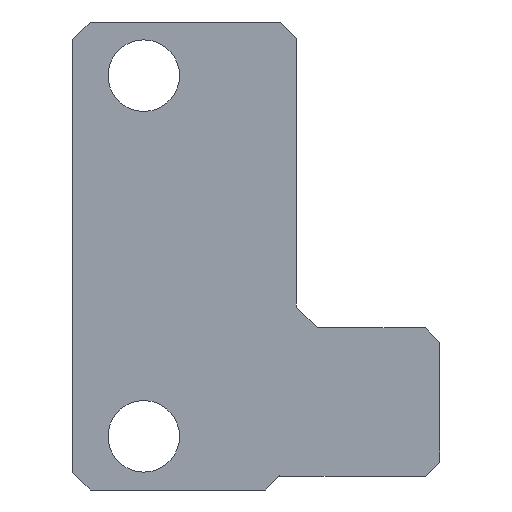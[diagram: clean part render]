
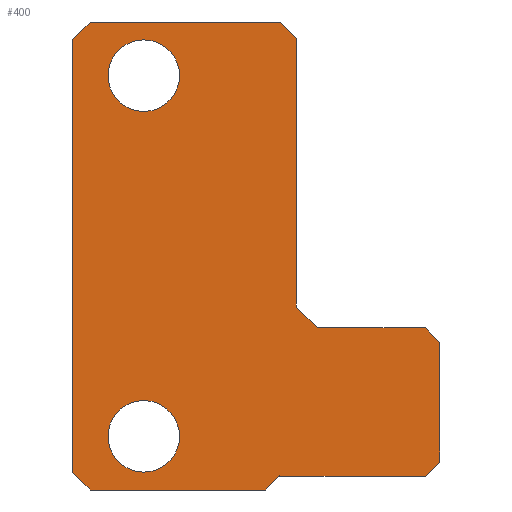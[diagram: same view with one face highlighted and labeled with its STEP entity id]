
A CAD part, front view. The second image highlights one B-rep face of the part: STEP entity #400.
In plain terms, the highlighted planar face has unit normal (0, -1, 0).
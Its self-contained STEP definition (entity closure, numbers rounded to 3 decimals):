
#17=FACE_BOUND('',#48,.T.);
#18=FACE_BOUND('',#49,.T.);
#21=CIRCLE('',#436,1.);
#22=CIRCLE('',#437,1.);
#26=FACE_OUTER_BOUND('',#47,.T.);
#47=EDGE_LOOP('',(#279,#280,#281,#282,#283,#284,#285,#286,#287,#288,#289,
#290,#291,#292,#293));
#48=EDGE_LOOP('',(#294));
#49=EDGE_LOOP('',(#295));
#82=LINE('',#590,#134);
#83=LINE('',#592,#135);
#84=LINE('',#594,#136);
#85=LINE('',#596,#137);
#86=LINE('',#598,#138);
#87=LINE('',#600,#139);
#88=LINE('',#602,#140);
#89=LINE('',#604,#141);
#90=LINE('',#606,#142);
#91=LINE('',#608,#143);
#92=LINE('',#610,#144);
#93=LINE('',#612,#145);
#94=LINE('',#614,#146);
#95=LINE('',#616,#147);
#96=LINE('',#617,#148);
#134=VECTOR('',#476,10.);
#135=VECTOR('',#477,10.);
#136=VECTOR('',#478,10.);
#137=VECTOR('',#479,10.);
#138=VECTOR('',#480,10.);
#139=VECTOR('',#481,10.);
#140=VECTOR('',#482,10.);
#141=VECTOR('',#483,10.);
#142=VECTOR('',#484,10.);
#143=VECTOR('',#485,10.);
#144=VECTOR('',#486,10.);
#145=VECTOR('',#487,10.);
#146=VECTOR('',#488,10.);
#147=VECTOR('',#489,10.);
#148=VECTOR('',#490,10.);
#186=VERTEX_POINT('',#588);
#187=VERTEX_POINT('',#589);
#188=VERTEX_POINT('',#591);
#189=VERTEX_POINT('',#593);
#190=VERTEX_POINT('',#595);
#191=VERTEX_POINT('',#597);
#192=VERTEX_POINT('',#599);
#193=VERTEX_POINT('',#601);
#194=VERTEX_POINT('',#603);
#195=VERTEX_POINT('',#605);
#196=VERTEX_POINT('',#607);
#197=VERTEX_POINT('',#609);
#198=VERTEX_POINT('',#611);
#199=VERTEX_POINT('',#613);
#200=VERTEX_POINT('',#615);
#201=VERTEX_POINT('',#618);
#202=VERTEX_POINT('',#620);
#223=EDGE_CURVE('',#186,#187,#82,.T.);
#224=EDGE_CURVE('',#187,#188,#83,.T.);
#225=EDGE_CURVE('',#188,#189,#84,.T.);
#226=EDGE_CURVE('',#189,#190,#85,.T.);
#227=EDGE_CURVE('',#190,#191,#86,.T.);
#228=EDGE_CURVE('',#191,#192,#87,.T.);
#229=EDGE_CURVE('',#192,#193,#88,.T.);
#230=EDGE_CURVE('',#193,#194,#89,.T.);
#231=EDGE_CURVE('',#194,#195,#90,.T.);
#232=EDGE_CURVE('',#195,#196,#91,.T.);
#233=EDGE_CURVE('',#196,#197,#92,.T.);
#234=EDGE_CURVE('',#197,#198,#93,.T.);
#235=EDGE_CURVE('',#198,#199,#94,.T.);
#236=EDGE_CURVE('',#199,#200,#95,.T.);
#237=EDGE_CURVE('',#200,#186,#96,.T.);
#238=EDGE_CURVE('',#201,#201,#21,.T.);
#239=EDGE_CURVE('',#202,#202,#22,.T.);
#279=ORIENTED_EDGE('',*,*,#223,.T.);
#280=ORIENTED_EDGE('',*,*,#224,.T.);
#281=ORIENTED_EDGE('',*,*,#225,.T.);
#282=ORIENTED_EDGE('',*,*,#226,.T.);
#283=ORIENTED_EDGE('',*,*,#227,.T.);
#284=ORIENTED_EDGE('',*,*,#228,.T.);
#285=ORIENTED_EDGE('',*,*,#229,.T.);
#286=ORIENTED_EDGE('',*,*,#230,.T.);
#287=ORIENTED_EDGE('',*,*,#231,.T.);
#288=ORIENTED_EDGE('',*,*,#232,.T.);
#289=ORIENTED_EDGE('',*,*,#233,.T.);
#290=ORIENTED_EDGE('',*,*,#234,.T.);
#291=ORIENTED_EDGE('',*,*,#235,.T.);
#292=ORIENTED_EDGE('',*,*,#236,.T.);
#293=ORIENTED_EDGE('',*,*,#237,.T.);
#294=ORIENTED_EDGE('',*,*,#238,.T.);
#295=ORIENTED_EDGE('',*,*,#239,.T.);
#381=PLANE('',#435);
#400=ADVANCED_FACE('',(#26,#17,#18),#381,.T.);
#435=AXIS2_PLACEMENT_3D('',#587,#474,#475);
#436=AXIS2_PLACEMENT_3D('',#619,#491,#492);
#437=AXIS2_PLACEMENT_3D('',#621,#493,#494);
#474=DIRECTION('center_axis',(0.,-1.,0.));
#475=DIRECTION('ref_axis',(0.,0.,-1.));
#476=DIRECTION('',(-1.,0.,0.));
#477=DIRECTION('',(-0.707,0.,-0.707));
#478=DIRECTION('',(0.,0.,-1.));
#479=DIRECTION('',(0.707,0.,-0.707));
#480=DIRECTION('',(1.,0.,0.));
#481=DIRECTION('',(0.707,0.,0.707));
#482=DIRECTION('',(0.,0.,-1.));
#483=DIRECTION('',(1.,0.,0.));
#484=DIRECTION('',(0.707,0.,0.707));
#485=DIRECTION('',(0.,0.,1.));
#486=DIRECTION('',(-0.707,0.,0.707));
#487=DIRECTION('',(-1.,0.,0.));
#488=DIRECTION('',(-0.707,0.,0.707));
#489=DIRECTION('',(0.,0.,1.));
#490=DIRECTION('',(-0.707,0.,0.707));
#491=DIRECTION('center_axis',(0.,1.,0.));
#492=DIRECTION('ref_axis',(1.,0.,0.));
#493=DIRECTION('center_axis',(0.,1.,0.));
#494=DIRECTION('ref_axis',(1.,0.,0.));
#587=CARTESIAN_POINT('Origin',(123.834,-17.3,-6.46));
#588=CARTESIAN_POINT('',(124.515,-17.3,0.08));
#589=CARTESIAN_POINT('',(119.2,-17.3,0.08));
#590=CARTESIAN_POINT('',(124.174,-17.3,0.08));
#591=CARTESIAN_POINT('',(118.7,-17.3,-0.42));
#592=CARTESIAN_POINT('',(118.724,-17.3,-0.396));
#593=CARTESIAN_POINT('',(118.7,-17.3,-12.5));
#594=CARTESIAN_POINT('',(118.7,-17.3,-3.44));
#595=CARTESIAN_POINT('',(119.2,-17.3,-13.));
#596=CARTESIAN_POINT('',(118.474,-17.3,-12.273));
#597=CARTESIAN_POINT('',(124.1,-17.3,-13.));
#598=CARTESIAN_POINT('',(121.517,-17.3,-13.));
#599=CARTESIAN_POINT('',(124.5,-17.3,-12.6));
#600=CARTESIAN_POINT('',(125.669,-17.3,-11.431));
#601=CARTESIAN_POINT('',(124.5,-17.3,-12.619));
#602=CARTESIAN_POINT('',(124.5,-17.3,-9.53));
#603=CARTESIAN_POINT('',(128.568,-17.3,-12.619));
#604=CARTESIAN_POINT('',(124.167,-17.3,-12.619));
#605=CARTESIAN_POINT('',(128.968,-17.3,-12.219));
#606=CARTESIAN_POINT('',(128.924,-17.3,-12.263));
#607=CARTESIAN_POINT('',(128.968,-17.3,-8.87));
#608=CARTESIAN_POINT('',(128.968,-17.3,-9.339));
#609=CARTESIAN_POINT('',(128.568,-17.3,-8.47));
#610=CARTESIAN_POINT('',(127.082,-17.3,-6.984));
#611=CARTESIAN_POINT('',(125.55,-17.3,-8.47));
#612=CARTESIAN_POINT('',(126.201,-17.3,-8.47));
#613=CARTESIAN_POINT('',(124.965,-17.3,-7.885));
#614=CARTESIAN_POINT('',(124.618,-17.3,-7.538));
#615=CARTESIAN_POINT('',(124.965,-17.3,-0.37));
#616=CARTESIAN_POINT('',(124.965,-17.3,-7.172));
#617=CARTESIAN_POINT('',(126.205,-17.3,-1.61));
#618=CARTESIAN_POINT('',(119.698,-17.3,-11.5));
#619=CARTESIAN_POINT('Origin',(120.698,-17.3,-11.5));
#620=CARTESIAN_POINT('',(119.698,-17.3,-1.42));
#621=CARTESIAN_POINT('Origin',(120.698,-17.3,-1.42));
